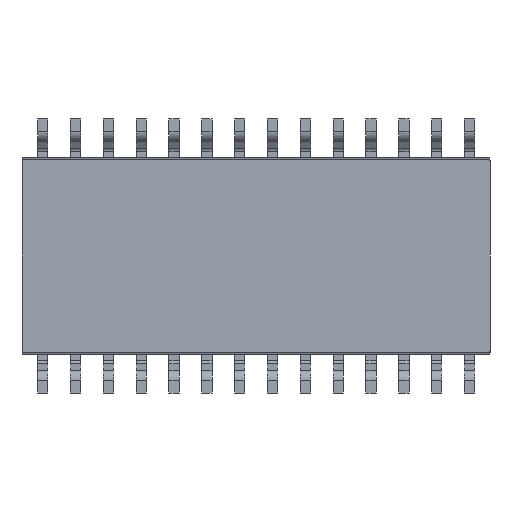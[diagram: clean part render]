
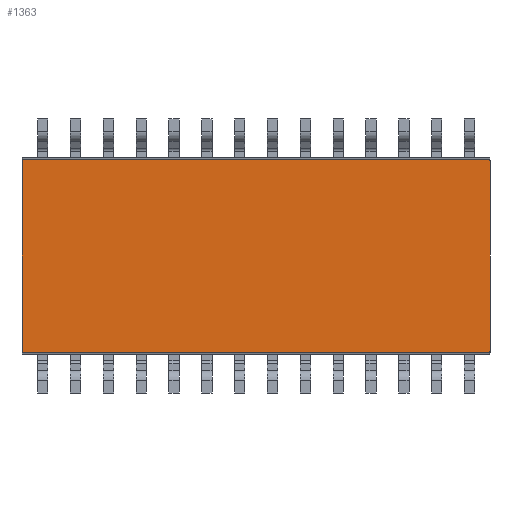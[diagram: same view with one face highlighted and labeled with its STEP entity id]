
A CAD part, front view. The second image highlights one B-rep face of the part: STEP entity #1363.
In plain terms, the highlighted planar face has unit normal (0, -1, 0).
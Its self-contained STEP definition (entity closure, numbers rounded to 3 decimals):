
#21 = EDGE_CURVE ( 'NONE', #2356, #443, #434, .T. ) ;
#40 = VECTOR ( 'NONE', #601, 1000. ) ;
#61 = VERTEX_POINT ( 'NONE', #1443 ) ;
#127 = CARTESIAN_POINT ( 'NONE',  ( -9.05, -1.175, 3.708 ) ) ;
#141 = ORIENTED_EDGE ( 'NONE', *, *, #1322, .F. ) ;
#142 =( BOUNDED_CURVE ( )  B_SPLINE_CURVE ( 3, ( #1015, #1358, #1793, #2118 ),
 .UNSPECIFIED., .F., .T. ) 
 B_SPLINE_CURVE_WITH_KNOTS ( ( 4, 4 ),
 ( 3.142, 4.712 ),
 .UNSPECIFIED. ) 
 CURVE ( )  GEOMETRIC_REPRESENTATION_ITEM ( )  RATIONAL_B_SPLINE_CURVE ( ( 1., 0.805, 0.805, 1. ) ) 
 REPRESENTATION_ITEM ( '' )  );
#143 = CARTESIAN_POINT ( 'NONE',  ( 9.05, -1.175, -3.678 ) ) ;
#191 = CARTESIAN_POINT ( 'NONE',  ( -9., -1.175, -3.728 ) ) ;
#250 = CARTESIAN_POINT ( 'NONE',  ( -9.05, -1.175, -3.678 ) ) ;
#300 = CARTESIAN_POINT ( 'NONE',  ( -9.05, -1.175, 3.678 ) ) ;
#341 = CARTESIAN_POINT ( 'NONE',  ( -9.029, -1.175, 3.728 ) ) ;
#366 = VERTEX_POINT ( 'NONE', #638 ) ;
#433 = CARTESIAN_POINT ( 'NONE',  ( 9.05, -1.175, 3.8 ) ) ;
#434 =( BOUNDED_CURVE ( )  B_SPLINE_CURVE ( 3, ( #1033, #2019, #1628, #1814 ),
 .UNSPECIFIED., .F., .T. ) 
 B_SPLINE_CURVE_WITH_KNOTS ( ( 4, 4 ),
 ( 4.712, 6.283 ),
 .UNSPECIFIED. ) 
 CURVE ( )  GEOMETRIC_REPRESENTATION_ITEM ( )  RATIONAL_B_SPLINE_CURVE ( ( 1., 0.805, 0.805, 1. ) ) 
 REPRESENTATION_ITEM ( '' )  );
#443 = VERTEX_POINT ( 'NONE', #1117 ) ;
#445 = LINE ( 'NONE', #433, #40 ) ;
#475 = CARTESIAN_POINT ( 'NONE',  ( -9., -1.175, 3.728 ) ) ;
#488 = CARTESIAN_POINT ( 'NONE',  ( -9.05, -1.175, 3.728 ) ) ;
#498 = LINE ( 'NONE', #1424, #1034 ) ;
#596 = EDGE_CURVE ( 'NONE', #443, #2218, #663, .T. ) ;
#601 = DIRECTION ( 'NONE',  ( 0., 0., -1. ) ) ;
#619 =( BOUNDED_CURVE ( )  B_SPLINE_CURVE ( 3, ( #300, #127, #341, #475 ),
 .UNSPECIFIED., .F., .T. ) 
 B_SPLINE_CURVE_WITH_KNOTS ( ( 4, 4 ),
 ( 4.712, 6.283 ),
 .UNSPECIFIED. ) 
 CURVE ( )  GEOMETRIC_REPRESENTATION_ITEM ( )  RATIONAL_B_SPLINE_CURVE ( ( 1., 0.805, 0.805, 1. ) ) 
 REPRESENTATION_ITEM ( '' )  );
#632 = VERTEX_POINT ( 'NONE', #710 ) ;
#633 = ORIENTED_EDGE ( 'NONE', *, *, #936, .F. ) ;
#638 = CARTESIAN_POINT ( 'NONE',  ( -9., -1.175, 3.728 ) ) ;
#663 = LINE ( 'NONE', #1060, #1069 ) ;
#682 = EDGE_CURVE ( 'NONE', #632, #2356, #445, .T. ) ;
#710 = CARTESIAN_POINT ( 'NONE',  ( 9.05, -1.175, 3.678 ) ) ;
#717 = ORIENTED_EDGE ( 'NONE', *, *, #1273, .F. ) ;
#747 = CARTESIAN_POINT ( 'NONE',  ( -9., -1.175, -3.728 ) ) ;
#820 = CARTESIAN_POINT ( 'NONE',  ( 9., -1.175, 3.728 ) ) ;
#869 =( BOUNDED_CURVE ( )  B_SPLINE_CURVE ( 3, ( #191, #1515, #1321, #2078 ),
 .UNSPECIFIED., .F., .T. ) 
 B_SPLINE_CURVE_WITH_KNOTS ( ( 4, 4 ),
 ( 3.142, 4.712 ),
 .UNSPECIFIED. ) 
 CURVE ( )  GEOMETRIC_REPRESENTATION_ITEM ( )  RATIONAL_B_SPLINE_CURVE ( ( 1., 0.805, 0.805, 1. ) ) 
 REPRESENTATION_ITEM ( '' )  );
#936 = EDGE_CURVE ( 'NONE', #61, #366, #619, .T. ) ;
#938 = CARTESIAN_POINT ( 'NONE',  ( -9.05, -1.175, 3.8 ) ) ;
#995 = VECTOR ( 'NONE', #2014, 1000. ) ;
#999 = ORIENTED_EDGE ( 'NONE', *, *, #682, .F. ) ;
#1015 = CARTESIAN_POINT ( 'NONE',  ( 9., -1.175, 3.728 ) ) ;
#1033 = CARTESIAN_POINT ( 'NONE',  ( 9.05, -1.175, -3.678 ) ) ;
#1034 = VECTOR ( 'NONE', #2198, 1000. ) ;
#1060 = CARTESIAN_POINT ( 'NONE',  ( -9.05, -1.175, -3.728 ) ) ;
#1069 = VECTOR ( 'NONE', #1411, 1000. ) ;
#1075 = AXIS2_PLACEMENT_3D ( 'NONE', #938, #2044, #1140 ) ;
#1117 = CARTESIAN_POINT ( 'NONE',  ( 9., -1.175, -3.728 ) ) ;
#1126 = ORIENTED_EDGE ( 'NONE', *, *, #596, .F. ) ;
#1140 = DIRECTION ( 'NONE',  ( 0., 0., 1. ) ) ;
#1176 = ORIENTED_EDGE ( 'NONE', *, *, #2112, .F. ) ;
#1273 = EDGE_CURVE ( 'NONE', #2218, #1612, #869, .T. ) ;
#1321 = CARTESIAN_POINT ( 'NONE',  ( -9.05, -1.175, -3.708 ) ) ;
#1322 = EDGE_CURVE ( 'NONE', #1721, #632, #142, .T. ) ;
#1350 = EDGE_CURVE ( 'NONE', #366, #1721, #2330, .T. ) ;
#1358 = CARTESIAN_POINT ( 'NONE',  ( 9.029, -1.175, 3.728 ) ) ;
#1363 = ADVANCED_FACE ( 'NONE', ( #2401 ), #1993, .F. ) ;
#1407 = EDGE_LOOP ( 'NONE', ( #633, #1176, #717, #1126, #2189, #999, #141, #1988 ) ) ;
#1411 = DIRECTION ( 'NONE',  ( -1., 0., 0. ) ) ;
#1424 = CARTESIAN_POINT ( 'NONE',  ( -9.05, -1.175, 3.8 ) ) ;
#1443 = CARTESIAN_POINT ( 'NONE',  ( -9.05, -1.175, 3.678 ) ) ;
#1515 = CARTESIAN_POINT ( 'NONE',  ( -9.029, -1.175, -3.728 ) ) ;
#1612 = VERTEX_POINT ( 'NONE', #250 ) ;
#1628 = CARTESIAN_POINT ( 'NONE',  ( 9.029, -1.175, -3.728 ) ) ;
#1721 = VERTEX_POINT ( 'NONE', #820 ) ;
#1793 = CARTESIAN_POINT ( 'NONE',  ( 9.05, -1.175, 3.708 ) ) ;
#1814 = CARTESIAN_POINT ( 'NONE',  ( 9., -1.175, -3.728 ) ) ;
#1988 = ORIENTED_EDGE ( 'NONE', *, *, #1350, .F. ) ;
#1993 = PLANE ( 'NONE',  #1075 ) ;
#2014 = DIRECTION ( 'NONE',  ( 1., 0., 0. ) ) ;
#2019 = CARTESIAN_POINT ( 'NONE',  ( 9.05, -1.175, -3.708 ) ) ;
#2044 = DIRECTION ( 'NONE',  ( 0., 1., 0. ) ) ;
#2078 = CARTESIAN_POINT ( 'NONE',  ( -9.05, -1.175, -3.678 ) ) ;
#2112 = EDGE_CURVE ( 'NONE', #1612, #61, #498, .T. ) ;
#2118 = CARTESIAN_POINT ( 'NONE',  ( 9.05, -1.175, 3.678 ) ) ;
#2189 = ORIENTED_EDGE ( 'NONE', *, *, #21, .F. ) ;
#2198 = DIRECTION ( 'NONE',  ( 0., 0., 1. ) ) ;
#2218 = VERTEX_POINT ( 'NONE', #747 ) ;
#2330 = LINE ( 'NONE', #488, #995 ) ;
#2356 = VERTEX_POINT ( 'NONE', #143 ) ;
#2401 = FACE_OUTER_BOUND ( 'NONE', #1407, .T. ) ;
